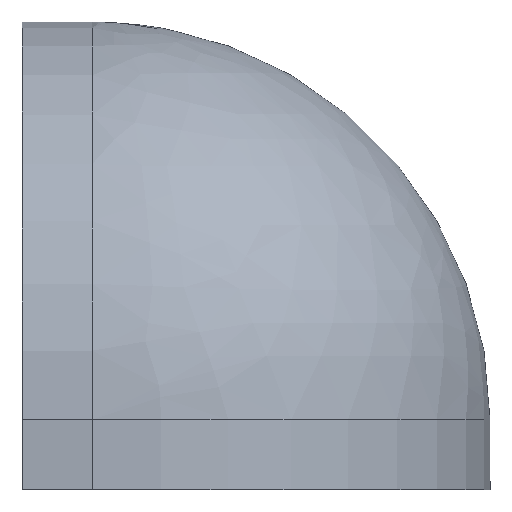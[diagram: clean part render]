
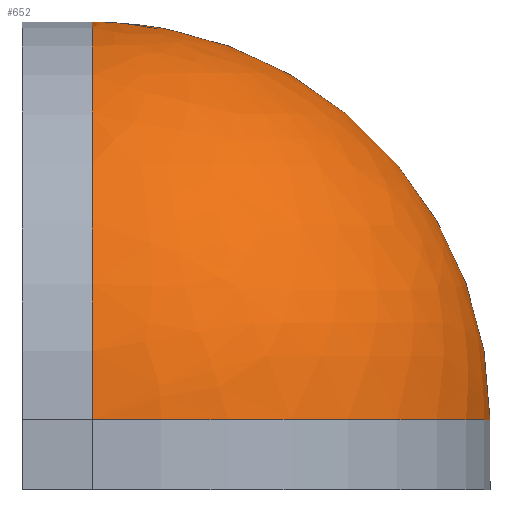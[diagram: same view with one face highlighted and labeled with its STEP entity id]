
A CAD part, front view. The second image highlights one B-rep face of the part: STEP entity #652.
In plain terms, the highlighted free-form (B-spline) face has degree [3, 3] with [4, 4] control points.
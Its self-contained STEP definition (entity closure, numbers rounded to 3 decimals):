
#4 = CARTESIAN_POINT ( 'NONE',  ( 10., -2.958, 2.958 ) ) ;
#15 = CARTESIAN_POINT ( 'NONE',  ( -7., 7., 10. ) ) ;
#86 = DIRECTION ( 'NONE',  ( 1., 0., 0. ) ) ;
#89 = CARTESIAN_POINT ( 'NONE',  ( -7., -10., -7. ) ) ;
#97 = EDGE_CURVE ( 'NONE', #444, #406, #1007, .T. ) ;
#131 =( BOUNDED_SURFACE ( )  B_SPLINE_SURFACE ( 3, 3, ( 
 ( #988, #574, #15, #582 ),
 ( #145, #422, #169, #1701 ),
 ( #845, #454, #4, #868 ),
 ( #299, #721, #1295, #1410 ) ),
 .UNSPECIFIED., .F., .F., .T. ) 
 B_SPLINE_SURFACE_WITH_KNOTS ( ( 4, 4 ),
 ( 4, 4 ),
 ( 0., 1. ),
 ( 0., 1. ),
 .UNSPECIFIED. ) 
 GEOMETRIC_REPRESENTATION_ITEM ( )  RATIONAL_B_SPLINE_SURFACE ( (
 ( 1., 0.805, 0.805, 1.),
 ( 0.805, 0.648, 0.648, 0.805),
 ( 0.805, 0.648, 0.648, 0.805),
 ( 1., 0.805, 0.805, 1.) ) ) 
 REPRESENTATION_ITEM ( '' )  SURFACE ( )  );
#145 = CARTESIAN_POINT ( 'NONE',  ( -7., -2.958, 10. ) ) ;
#169 = CARTESIAN_POINT ( 'NONE',  ( 2.958, 1.167, 10. ) ) ;
#272 = ORIENTED_EDGE ( 'NONE', *, *, #97, .T. ) ;
#299 = CARTESIAN_POINT ( 'NONE',  ( -7., -10., -7. ) ) ;
#406 = VERTEX_POINT ( 'NONE', #1328 ) ;
#422 = CARTESIAN_POINT ( 'NONE',  ( -1.167, -2.958, 10. ) ) ;
#444 = VERTEX_POINT ( 'NONE', #89 ) ;
#454 = CARTESIAN_POINT ( 'NONE',  ( 2.958, -10., 2.958 ) ) ;
#490 = EDGE_CURVE ( 'NONE', #406, #1325, #745, .T. ) ;
#536 = DIRECTION ( 'NONE',  ( 0., 0., 1. ) ) ;
#565 = DIRECTION ( 'NONE',  ( 1., 0., 0. ) ) ;
#574 = CARTESIAN_POINT ( 'NONE',  ( -7., 7., 10. ) ) ;
#582 = CARTESIAN_POINT ( 'NONE',  ( -7., 7., 10. ) ) ;
#652 = ADVANCED_FACE ( 'NONE', ( #694 ), #131, .T. ) ;
#694 = FACE_OUTER_BOUND ( 'NONE', #1100, .T. ) ;
#721 = CARTESIAN_POINT ( 'NONE',  ( 2.958, -10., -7. ) ) ;
#745 = CIRCLE ( 'NONE', #1377, 17. ) ;
#845 = CARTESIAN_POINT ( 'NONE',  ( -7., -10., 2.958 ) ) ;
#851 = ORIENTED_EDGE ( 'NONE', *, *, #1676, .T. ) ;
#868 = CARTESIAN_POINT ( 'NONE',  ( 10., 7., 2.958 ) ) ;
#913 = CARTESIAN_POINT ( 'NONE',  ( -7., 7., 10. ) ) ;
#978 = CARTESIAN_POINT ( 'NONE',  ( -7., 7., -7. ) ) ;
#988 = CARTESIAN_POINT ( 'NONE',  ( -7., 7., 10. ) ) ;
#1007 = CIRCLE ( 'NONE', #1033, 17. ) ;
#1033 = AXIS2_PLACEMENT_3D ( 'NONE', #978, #1272, #565 ) ;
#1100 = EDGE_LOOP ( 'NONE', ( #851, #272, #1733 ) ) ;
#1225 = CARTESIAN_POINT ( 'NONE',  ( -7., 7., -7. ) ) ;
#1272 = DIRECTION ( 'NONE',  ( 0., 0., 1. ) ) ;
#1295 = CARTESIAN_POINT ( 'NONE',  ( 10., -2.958, -7. ) ) ;
#1325 = VERTEX_POINT ( 'NONE', #913 ) ;
#1328 = CARTESIAN_POINT ( 'NONE',  ( 10., 7., -7. ) ) ;
#1344 = CARTESIAN_POINT ( 'NONE',  ( -7., 7., -7. ) ) ;
#1356 = DIRECTION ( 'NONE',  ( 0., 0., 1. ) ) ;
#1368 = DIRECTION ( 'NONE',  ( 0., -1., 0. ) ) ;
#1377 = AXIS2_PLACEMENT_3D ( 'NONE', #1225, #1368, #536 ) ;
#1410 = CARTESIAN_POINT ( 'NONE',  ( 10., 7., -7. ) ) ;
#1580 = AXIS2_PLACEMENT_3D ( 'NONE', #1344, #86, #1356 ) ;
#1676 = EDGE_CURVE ( 'NONE', #1325, #444, #1724, .T. ) ;
#1701 = CARTESIAN_POINT ( 'NONE',  ( 2.958, 7., 10. ) ) ;
#1724 = CIRCLE ( 'NONE', #1580, 17. ) ;
#1733 = ORIENTED_EDGE ( 'NONE', *, *, #490, .T. ) ;
